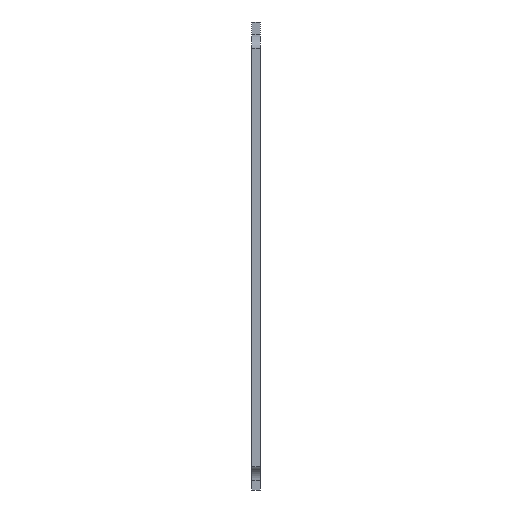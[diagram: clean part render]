
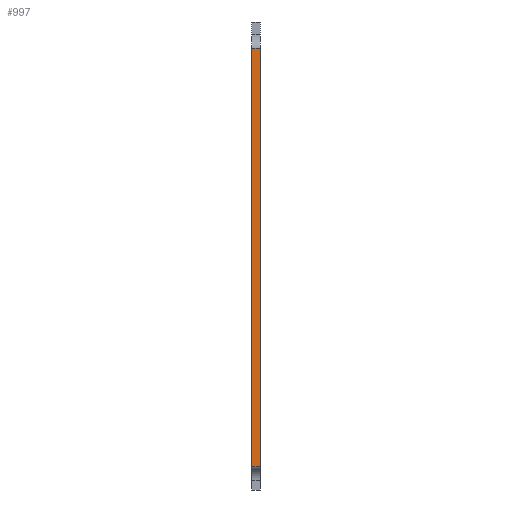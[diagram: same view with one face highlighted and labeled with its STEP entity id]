
A CAD part, left-side view. The second image highlights one B-rep face of the part: STEP entity #997.
In plain terms, the highlighted planar face has unit normal (-1, 0, 0).
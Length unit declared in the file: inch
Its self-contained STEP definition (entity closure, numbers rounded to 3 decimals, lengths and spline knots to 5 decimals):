
#55=PLANE('',#1127);
#93=FACE_OUTER_BOUND('',#149,.T.);
#149=EDGE_LOOP('',(#846,#847,#848,#849));
#203=LINE('',#1638,#278);
#230=LINE('',#1694,#305);
#232=LINE('',#1698,#307);
#233=LINE('',#1699,#308);
#278=VECTOR('',#1341,3.22);
#305=VECTOR('',#1392,0.062);
#307=VECTOR('',#1396,0.062);
#308=VECTOR('',#1397,3.22);
#477=VERTEX_POINT('',#1635);
#478=VERTEX_POINT('',#1637);
#495=VERTEX_POINT('',#1693);
#496=VERTEX_POINT('',#1697);
#600=EDGE_CURVE('',#477,#478,#203,.T.);
#629=EDGE_CURVE('',#478,#495,#230,.T.);
#631=EDGE_CURVE('',#477,#496,#232,.T.);
#632=EDGE_CURVE('',#495,#496,#233,.T.);
#846=ORIENTED_EDGE('',*,*,#600,.F.);
#847=ORIENTED_EDGE('',*,*,#631,.T.);
#848=ORIENTED_EDGE('',*,*,#632,.F.);
#849=ORIENTED_EDGE('',*,*,#629,.F.);
#997=ADVANCED_FACE('',(#93),#55,.F.);
#1127=AXIS2_PLACEMENT_3D('',#1696,#1394,#1395);
#1341=DIRECTION('',(0.,0.,-1.));
#1392=DIRECTION('',(0.,1.,0.));
#1394=DIRECTION('center_axis',(1.,0.,0.));
#1395=DIRECTION('ref_axis',(0.,0.,-1.));
#1396=DIRECTION('',(0.,1.,0.));
#1397=DIRECTION('',(0.,0.,1.));
#1635=CARTESIAN_POINT('',(-1.5748,0.,1.5975));
#1637=CARTESIAN_POINT('',(-1.5748,0.,-1.6225));
#1638=CARTESIAN_POINT('',(-1.5748,0.,1.5975));
#1693=CARTESIAN_POINT('',(-1.5748,0.062,-1.6225));
#1694=CARTESIAN_POINT('',(-1.5748,0.,-1.6225));
#1696=CARTESIAN_POINT('Origin',(-1.5748,0.062,-1.8));
#1697=CARTESIAN_POINT('',(-1.5748,0.062,1.5975));
#1698=CARTESIAN_POINT('',(-1.5748,0.,1.5975));
#1699=CARTESIAN_POINT('',(-1.5748,0.062,-1.6225));
